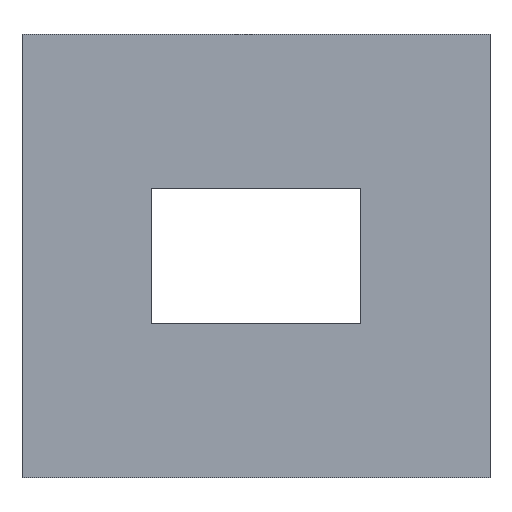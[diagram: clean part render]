
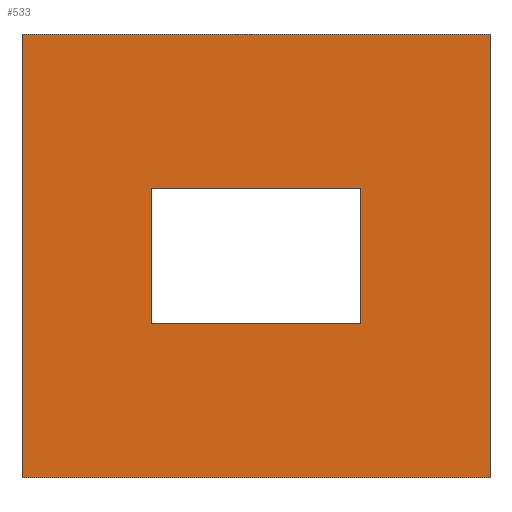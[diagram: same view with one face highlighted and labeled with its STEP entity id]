
A CAD part, front view. The second image highlights one B-rep face of the part: STEP entity #533.
In plain terms, the highlighted planar face has unit normal (0, -1, 0).
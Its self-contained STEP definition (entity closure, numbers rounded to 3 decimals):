
#12 = DIRECTION ( 'NONE',  ( 0., 0., -1. ) ) ;
#53 = CARTESIAN_POINT ( 'NONE',  ( 0., 0., 0. ) ) ;
#72 = DIRECTION ( 'NONE',  ( 1., 0., 0. ) ) ;
#74 = CARTESIAN_POINT ( 'NONE',  ( 0., 0., -18. ) ) ;
#87 = LINE ( 'NONE', #563, #347 ) ;
#89 = VERTEX_POINT ( 'NONE', #192 ) ;
#106 = CARTESIAN_POINT ( 'NONE',  ( 5.25, 0., -6.25 ) ) ;
#110 = CARTESIAN_POINT ( 'NONE',  ( 0., 0., 0. ) ) ;
#112 = LINE ( 'NONE', #178, #222 ) ;
#139 = LINE ( 'NONE', #53, #261 ) ;
#152 = CARTESIAN_POINT ( 'NONE',  ( 5.25, 0., -6.25 ) ) ;
#161 = ORIENTED_EDGE ( 'NONE', *, *, #513, .F. ) ;
#171 = VERTEX_POINT ( 'NONE', #152 ) ;
#178 = CARTESIAN_POINT ( 'NONE',  ( 5.25, 0., -11.75 ) ) ;
#184 = ORIENTED_EDGE ( 'NONE', *, *, #356, .F. ) ;
#188 = LINE ( 'NONE', #525, #387 ) ;
#189 = LINE ( 'NONE', #308, #313 ) ;
#192 = CARTESIAN_POINT ( 'NONE',  ( 13.75, 0., -11.75 ) ) ;
#196 = VECTOR ( 'NONE', #572, 1000. ) ;
#201 = VECTOR ( 'NONE', #580, 1000. ) ;
#218 = ORIENTED_EDGE ( 'NONE', *, *, #540, .F. ) ;
#221 = CARTESIAN_POINT ( 'NONE',  ( 0., 0., 0. ) ) ;
#222 = VECTOR ( 'NONE', #72, 1000. ) ;
#230 = ORIENTED_EDGE ( 'NONE', *, *, #605, .F. ) ;
#248 = ORIENTED_EDGE ( 'NONE', *, *, #377, .F. ) ;
#258 = AXIS2_PLACEMENT_3D ( 'NONE', #221, #378, #579 ) ;
#261 = VECTOR ( 'NONE', #272, 1000. ) ;
#262 = VERTEX_POINT ( 'NONE', #364 ) ;
#268 = DIRECTION ( 'NONE',  ( -1., 0., 0. ) ) ;
#272 = DIRECTION ( 'NONE',  ( 0., 0., 1. ) ) ;
#294 = EDGE_LOOP ( 'NONE', ( #184, #633, #230, #371 ) ) ;
#308 = CARTESIAN_POINT ( 'NONE',  ( 13.75, 0., -6.25 ) ) ;
#312 = FACE_OUTER_BOUND ( 'NONE', #294, .T. ) ;
#313 = VECTOR ( 'NONE', #514, 1000. ) ;
#314 = CARTESIAN_POINT ( 'NONE',  ( 0., 0., -18. ) ) ;
#319 = CARTESIAN_POINT ( 'NONE',  ( 19., 0., -18. ) ) ;
#324 = VERTEX_POINT ( 'NONE', #511 ) ;
#328 = EDGE_CURVE ( 'NONE', #89, #324, #189, .T. ) ;
#338 = CARTESIAN_POINT ( 'NONE',  ( 19., 0., 0. ) ) ;
#345 = EDGE_CURVE ( 'NONE', #465, #375, #87, .T. ) ;
#347 = VECTOR ( 'NONE', #615, 1000. ) ;
#356 = EDGE_CURVE ( 'NONE', #655, #465, #139, .T. ) ;
#364 = CARTESIAN_POINT ( 'NONE',  ( 5.25, 0., -11.75 ) ) ;
#371 = ORIENTED_EDGE ( 'NONE', *, *, #345, .F. ) ;
#375 = VERTEX_POINT ( 'NONE', #613 ) ;
#377 = EDGE_CURVE ( 'NONE', #324, #171, #638, .T. ) ;
#378 = DIRECTION ( 'NONE',  ( 0., -1., 0. ) ) ;
#387 = VECTOR ( 'NONE', #12, 1000. ) ;
#390 = ORIENTED_EDGE ( 'NONE', *, *, #328, .F. ) ;
#446 = LINE ( 'NONE', #74, #196 ) ;
#449 = VERTEX_POINT ( 'NONE', #319 ) ;
#465 = VERTEX_POINT ( 'NONE', #110 ) ;
#492 = FACE_BOUND ( 'NONE', #650, .T. ) ;
#511 = CARTESIAN_POINT ( 'NONE',  ( 13.75, 0., -6.25 ) ) ;
#513 = EDGE_CURVE ( 'NONE', #262, #89, #112, .T. ) ;
#514 = DIRECTION ( 'NONE',  ( 0., 0., 1. ) ) ;
#515 = VECTOR ( 'NONE', #268, 1000. ) ;
#525 = CARTESIAN_POINT ( 'NONE',  ( 5.25, 0., -6.25 ) ) ;
#527 = PLANE ( 'NONE',  #258 ) ;
#533 = ADVANCED_FACE ( 'NONE', ( #492, #312 ), #527, .T. ) ;
#540 = EDGE_CURVE ( 'NONE', #171, #262, #188, .T. ) ;
#562 = EDGE_CURVE ( 'NONE', #449, #655, #446, .T. ) ;
#563 = CARTESIAN_POINT ( 'NONE',  ( 0., 0., 0. ) ) ;
#572 = DIRECTION ( 'NONE',  ( -1., 0., 0. ) ) ;
#579 = DIRECTION ( 'NONE',  ( 0., 0., -1. ) ) ;
#580 = DIRECTION ( 'NONE',  ( 0., 0., -1. ) ) ;
#605 = EDGE_CURVE ( 'NONE', #375, #449, #622, .T. ) ;
#613 = CARTESIAN_POINT ( 'NONE',  ( 19., 0., 0. ) ) ;
#615 = DIRECTION ( 'NONE',  ( 1., 0., 0. ) ) ;
#622 = LINE ( 'NONE', #338, #201 ) ;
#633 = ORIENTED_EDGE ( 'NONE', *, *, #562, .F. ) ;
#638 = LINE ( 'NONE', #106, #515 ) ;
#650 = EDGE_LOOP ( 'NONE', ( #218, #248, #390, #161 ) ) ;
#655 = VERTEX_POINT ( 'NONE', #314 ) ;
